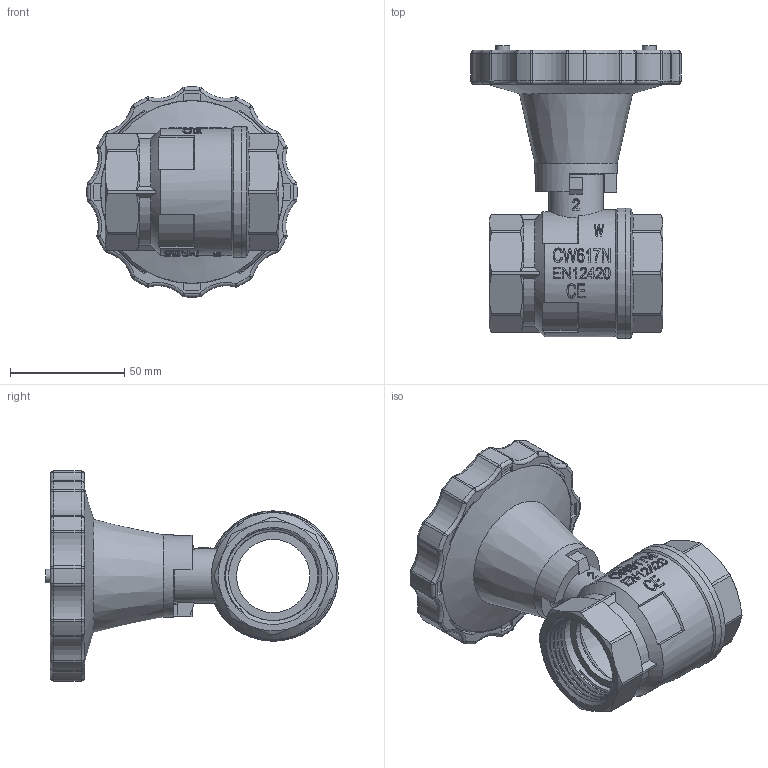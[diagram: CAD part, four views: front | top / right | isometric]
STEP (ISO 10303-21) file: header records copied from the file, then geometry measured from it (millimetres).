
FILE_DESCRIPTION(/* description */ ('Unknown'),/* implementation_level */ '2;1');
FILE_NAME(/* name */ '690-07',/* time_stamp */ '2022-06-13T11:39:02+02:00',/* author */ ('Unknown'),/* organization */ ('Unknown'),/* preprocessor_version */ 'ST-DEVELOPER v16.7',/* originating_system */ 'Solid Edge',/* authorisation */ 'Unknown');
FILE_SCHEMA (('AUTOMOTIVE_DESIGN {1 0 10303 214 3 1 1}'));
Length unit declared in the file: millimetre
Products named in the file (10): 690-07; WDB-07_ASM; WDB-03; WDB-01; VT0899433507-02; WDB-02-07; VT07405107Q; VT05105007Q-Z; VJ0102345007V-EN; VJ0101345007V-EN
Assembly tree (9 placements, depth 3):
  690-07
    WDB-07_ASM
      WDB-03
      WDB-01
      VT0899433507-02
      WDB-02-07
    VT07405107Q
    VT05105007Q-Z
    VJ0102345007V-EN
    VJ0101345007V-EN
Bounding box: 91.97 x 128 x 91.97 mm (x, y, z)
Volume: 167150.7 mm3; surface area: 96057.4 mm2
Topology: 8 solids, 8 shells, 1282 faces, 3453 edges, 2255 vertices
Faces by surface type: bspline 453, plane 379, cylinder 261, cone 85, torus 56, sphere 48
Full cylindrical faces by diameter (mm): 6 x2, 10.5 x4, 10.8 x1, 14 x3, 14.1 x1, 15 x1, 16 x1, 17 x1, 18 x1, 18.5 x5, 22.5 x1, 23 x1, 24 x1, 26 x1, 32 x2, 36 x1, 39 x9, 43 x2, 50.5 x5, 52 x4, 52.5 x1, 55.5 x1, 57 x2, 76 x1, 80 x3
Entity records: 63429 total; most frequent: CARTESIAN_POINT 34860, ORIENTED_EDGE 6678, DIRECTION 4613, EDGE_CURVE 3339, VERTEX_POINT 2225, AXIS2_PLACEMENT_3D 1751, EDGE_LOOP 1390, FACE_BOUND 1390
